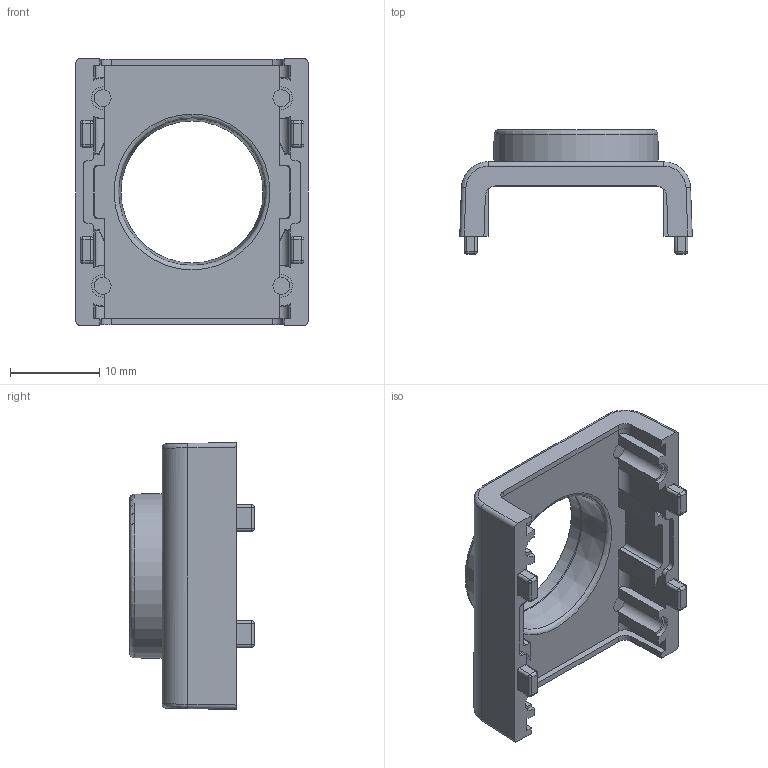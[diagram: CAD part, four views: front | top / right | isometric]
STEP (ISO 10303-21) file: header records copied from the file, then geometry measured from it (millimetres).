
FILE_DESCRIPTION(/* description */ (''),/* implementation_level */ '2;1');
FILE_NAME(/* name */ 'Top.ipt.step',/* time_stamp */ '2020-04-16T23:16:12-04:00',/* author */ ('Jordan'),/* organization */ (''),/* preprocessor_version */ 'ST-DEVELOPER v17',/* originating_system */ 'Autodesk Inventor 2019',/* authorisation */ '');
FILE_SCHEMA (('AUTOMOTIVE_DESIGN { 1 0 10303 214 3 1 1 }'));
Length unit declared in the file: inch
Products named in the file (1): Top
Bounding box: 26 x 13.9 x 29.86 mm (x, y, z)
Volume: 2122.5 mm3; surface area: 2839.4 mm2
Topology: 1 solids, 1 shells, 194 faces, 533 edges, 332 vertices
Faces by surface type: plane 79, cylinder 69, cone 22, sphere 16, torus 4, bspline 4
Full cylindrical faces by diameter (mm): 1.9 x4, 15.9 x1
Entity records: 6810 total; most frequent: CARTESIAN_POINT 1809, DIRECTION 1065, ORIENTED_EDGE 1046, EDGE_CURVE 523, AXIS2_PLACEMENT_3D 391, VERTEX_POINT 332, LINE 283, VECTOR 283
